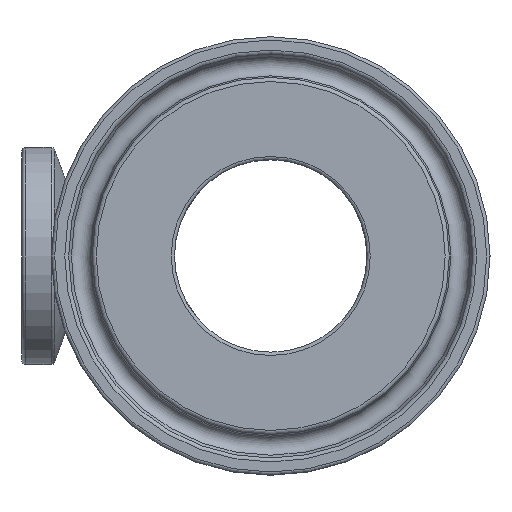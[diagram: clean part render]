
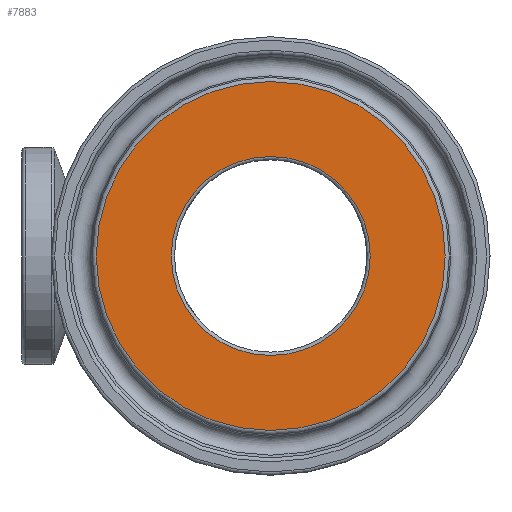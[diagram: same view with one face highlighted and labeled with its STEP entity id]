
A CAD part, left-side view. The second image highlights one B-rep face of the part: STEP entity #7883.
In plain terms, the highlighted planar face has unit normal (-1, 0, 0).
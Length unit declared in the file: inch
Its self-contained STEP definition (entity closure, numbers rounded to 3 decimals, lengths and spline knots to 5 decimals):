
#165=FACE_BOUND('',#1499,.T.);
#368=PLANE('',#8348);
#980=FACE_OUTER_BOUND('',#1498,.T.);
#1498=EDGE_LOOP('',(#7254));
#1499=EDGE_LOOP('',(#7255));
#2738=CIRCLE('',#8347,0.45);
#2739=CIRCLE('',#8349,0.78916);
#3897=VERTEX_POINT('',#17380);
#3898=VERTEX_POINT('',#17383);
#5026=EDGE_CURVE('',#3897,#3897,#2738,.T.);
#5027=EDGE_CURVE('',#3898,#3898,#2739,.T.);
#7254=ORIENTED_EDGE('',*,*,#5027,.F.);
#7255=ORIENTED_EDGE('',*,*,#5026,.F.);
#7883=ADVANCED_FACE('',(#980,#165),#368,.T.);
#8347=AXIS2_PLACEMENT_3D('',#17381,#9782,#9783);
#8348=AXIS2_PLACEMENT_3D('',#17382,#9784,#9785);
#8349=AXIS2_PLACEMENT_3D('',#17384,#9786,#9787);
#9782=DIRECTION('center_axis',(-1.,0.,0.));
#9783=DIRECTION('ref_axis',(0.,-1.,0.));
#9784=DIRECTION('center_axis',(-1.,0.,0.));
#9785=DIRECTION('ref_axis',(0.,0.,1.));
#9786=DIRECTION('center_axis',(1.,0.,0.));
#9787=DIRECTION('ref_axis',(0.,-1.,0.));
#17380=CARTESIAN_POINT('',(-2.625,0.45,0.));
#17381=CARTESIAN_POINT('Origin',(-2.625,0.,0.));
#17382=CARTESIAN_POINT('Origin',(-2.625,0.80316,0.));
#17383=CARTESIAN_POINT('',(-2.625,0.78916,0.));
#17384=CARTESIAN_POINT('Origin',(-2.625,0.,0.));
